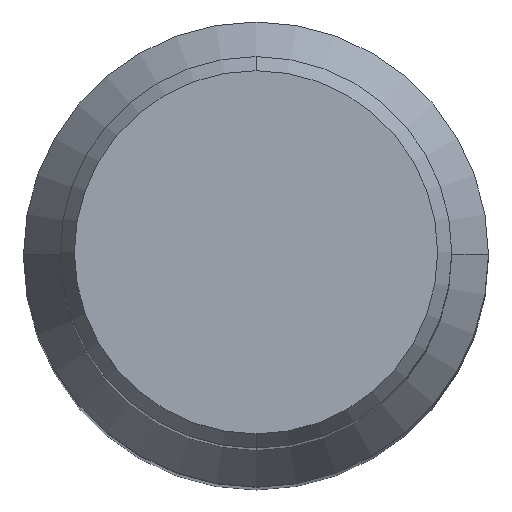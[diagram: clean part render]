
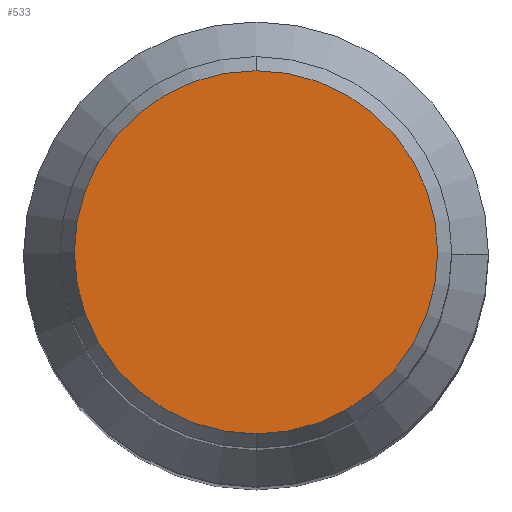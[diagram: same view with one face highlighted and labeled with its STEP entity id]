
A CAD part, top view. The second image highlights one B-rep face of the part: STEP entity #533.
In plain terms, the highlighted planar face has unit normal (0, 0, 1).
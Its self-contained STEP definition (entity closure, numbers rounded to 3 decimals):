
#237=VERTEX_POINT('',#602);
#259=EDGE_CURVE('',#237,#539,#628,.T.);
#473=EDGE_CURVE('',#539,#237,#865,.T.);
#533=ADVANCED_FACE('',(#929),#930,.T.);
#539=VERTEX_POINT('',#937);
#602=CARTESIAN_POINT('',(0.,-7.423,0.0));
#628=CIRCLE('',#1117,7.423);
#865=CIRCLE('',#1611,7.423);
#929=FACE_OUTER_BOUND('',#1707,.T.);
#930=PLANE('',#1708);
#937=CARTESIAN_POINT('',(0.0,7.423,0.0));
#1117=AXIS2_PLACEMENT_3D('',#1809,#1810,#1811);
#1611=AXIS2_PLACEMENT_3D('',#2076,#2077,#2078);
#1707=EDGE_LOOP('',(#2143,#2144));
#1708=AXIS2_PLACEMENT_3D('',#2145,#2146,#2147);
#1809=CARTESIAN_POINT('',(0.0,0.0,0.0));
#1810=DIRECTION('',(0.0,0.0,-1.0));
#1811=DIRECTION('',(0.0,1.0,0.0));
#2076=CARTESIAN_POINT('',(0.0,0.0,0.0));
#2077=DIRECTION('',(0.0,0.0,-1.0));
#2078=DIRECTION('',(0.0,1.0,0.0));
#2143=ORIENTED_EDGE('',*,*,#473,.F.);
#2144=ORIENTED_EDGE('',*,*,#259,.F.);
#2145=CARTESIAN_POINT('',(0.0,3.711,0.0));
#2146=DIRECTION('',(-0.0,0.0,1.0));
#2147=DIRECTION('',(0.0,-1.0,0.0));
